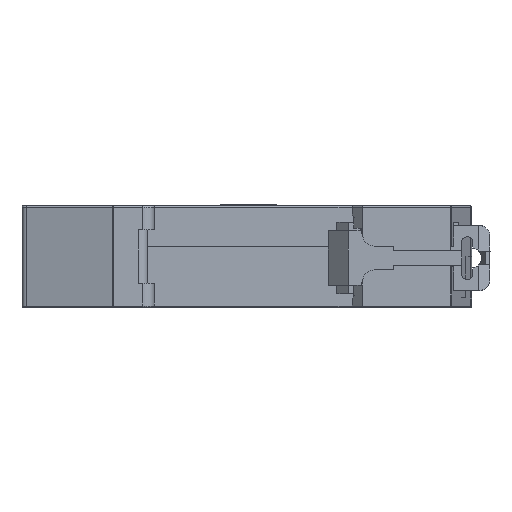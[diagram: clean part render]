
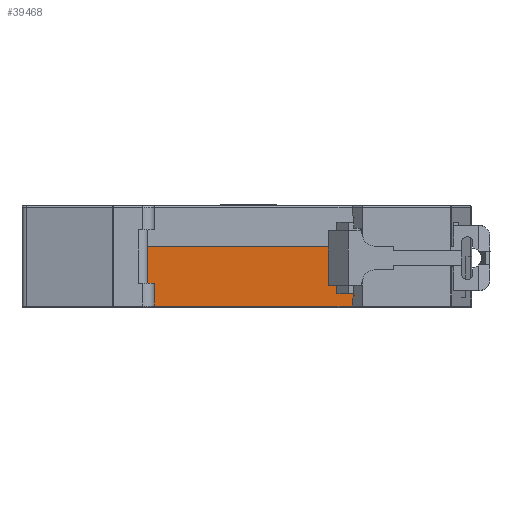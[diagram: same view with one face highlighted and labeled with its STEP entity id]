
A CAD part, front view. The second image highlights one B-rep face of the part: STEP entity #39468.
In plain terms, the highlighted planar face has unit normal (0, -1, 0).
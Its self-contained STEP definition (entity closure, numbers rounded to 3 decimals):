
#58 = VECTOR ( 'NONE', #29469, 1000. ) ;
#120 = DIRECTION ( 'NONE',  ( 0., 0., -1. ) ) ;
#590 = VERTEX_POINT ( 'NONE', #38130 ) ;
#643 = DIRECTION ( 'NONE',  ( -1., 0., 0. ) ) ;
#731 = CARTESIAN_POINT ( 'NONE',  ( 7.34, -56.7, -6.503 ) ) ;
#921 = EDGE_CURVE ( 'NONE', #590, #39149, #34996, .T. ) ;
#1016 = LINE ( 'NONE', #28964, #39155 ) ;
#1278 = VECTOR ( 'NONE', #43649, 1000. ) ;
#1308 = ORIENTED_EDGE ( 'NONE', *, *, #13138, .T. ) ;
#1475 = DIRECTION ( 'NONE',  ( 0., -1., 0. ) ) ;
#1801 = CARTESIAN_POINT ( 'NONE',  ( 11.8, -56.7, 7.677 ) ) ;
#2511 = LINE ( 'NONE', #30312, #29957 ) ;
#3187 = VECTOR ( 'NONE', #5522, 1000. ) ;
#3199 = VECTOR ( 'NONE', #12351, 1000. ) ;
#3843 = EDGE_CURVE ( 'NONE', #14671, #6330, #42326, .T. ) ;
#3881 = ORIENTED_EDGE ( 'NONE', *, *, #5025, .T. ) ;
#5025 = EDGE_CURVE ( 'NONE', #8226, #24361, #25974, .T. ) ;
#5255 = EDGE_LOOP ( 'NONE', ( #39729, #17273, #36330, #34654, #30350, #46336, #42560, #36916, #17584, #1308, #19500, #37286, #3881, #14776, #5945, #20244, #41888 ) ) ;
#5384 = CARTESIAN_POINT ( 'NONE',  ( -26., -56.7, 0. ) ) ;
#5522 = DIRECTION ( 'NONE',  ( -1., 0., 0. ) ) ;
#5945 = ORIENTED_EDGE ( 'NONE', *, *, #15557, .T. ) ;
#6198 = CARTESIAN_POINT ( 'NONE',  ( -26., -56.7, -8.7 ) ) ;
#6330 = VERTEX_POINT ( 'NONE', #23642 ) ;
#6541 = CARTESIAN_POINT ( 'NONE',  ( 11.401, -56.7, -5.779 ) ) ;
#6764 = EDGE_CURVE ( 'NONE', #11773, #35570, #11119, .T. ) ;
#6787 = VECTOR ( 'NONE', #120, 1000. ) ;
#7430 = DIRECTION ( 'NONE',  ( 0., 0., 1. ) ) ;
#7887 = LINE ( 'NONE', #28607, #6787 ) ;
#8226 = VERTEX_POINT ( 'NONE', #38476 ) ;
#8424 = VECTOR ( 'NONE', #12191, 1000. ) ;
#8808 = CARTESIAN_POINT ( 'NONE',  ( 10.7, -56.7, -6.6 ) ) ;
#9156 = AXIS2_PLACEMENT_3D ( 'NONE', #42441, #20988, #46067 ) ;
#9169 = CARTESIAN_POINT ( 'NONE',  ( 29.2, -56.7, 0. ) ) ;
#10726 = EDGE_CURVE ( 'NONE', #28866, #35469, #24362, .T. ) ;
#11119 = LINE ( 'NONE', #37303, #26918 ) ;
#11605 = EDGE_CURVE ( 'NONE', #45730, #31470, #30991, .T. ) ;
#11773 = VERTEX_POINT ( 'NONE', #5384 ) ;
#12191 = DIRECTION ( 'NONE',  ( 0., 0., -1. ) ) ;
#12351 = DIRECTION ( 'NONE',  ( 0., 0., 1. ) ) ;
#12358 = DIRECTION ( 'NONE',  ( 0., 0., -1. ) ) ;
#12856 = CIRCLE ( 'NONE', #9156, 1. ) ;
#13138 = EDGE_CURVE ( 'NONE', #11773, #39149, #7887, .T. ) ;
#13364 = VERTEX_POINT ( 'NONE', #37237 ) ;
#13663 = VECTOR ( 'NONE', #43756, 1000. ) ;
#13849 = EDGE_CURVE ( 'NONE', #25336, #44127, #37079, .T. ) ;
#13883 = EDGE_CURVE ( 'NONE', #590, #8226, #17965, .T. ) ;
#14671 = VERTEX_POINT ( 'NONE', #31604 ) ;
#14766 = EDGE_CURVE ( 'NONE', #24361, #13364, #43697, .T. ) ;
#14776 = ORIENTED_EDGE ( 'NONE', *, *, #14766, .T. ) ;
#15244 = VECTOR ( 'NONE', #30308, 1000. ) ;
#15305 = CARTESIAN_POINT ( 'NONE',  ( 10., -56.7, 8.7 ) ) ;
#15557 = EDGE_CURVE ( 'NONE', #13364, #44127, #35819, .T. ) ;
#17273 = ORIENTED_EDGE ( 'NONE', *, *, #25457, .T. ) ;
#17584 = ORIENTED_EDGE ( 'NONE', *, *, #6764, .F. ) ;
#17965 = LINE ( 'NONE', #15305, #35945 ) ;
#18163 = CARTESIAN_POINT ( 'NONE',  ( -28.9, -56.7, 1.7 ) ) ;
#18821 = CARTESIAN_POINT ( 'NONE',  ( 11.401, -56.7, -5.779 ) ) ;
#19186 = CARTESIAN_POINT ( 'NONE',  ( 10.7, -56.7, -6.6 ) ) ;
#19500 = ORIENTED_EDGE ( 'NONE', *, *, #921, .F. ) ;
#20244 = ORIENTED_EDGE ( 'NONE', *, *, #13849, .F. ) ;
#20988 = DIRECTION ( 'NONE',  ( 0., -1., 0. ) ) ;
#21247 = CARTESIAN_POINT ( 'NONE',  ( -28.9, -56.7, 0. ) ) ;
#21250 = EDGE_CURVE ( 'NONE', #28866, #6330, #2511, .T. ) ;
#21787 = VERTEX_POINT ( 'NONE', #33583 ) ;
#22154 = CARTESIAN_POINT ( 'NONE',  ( 10.44, -56.7, -6.503 ) ) ;
#22318 = CARTESIAN_POINT ( 'NONE',  ( -30.1, -56.7, -3.9 ) ) ;
#23224 = VECTOR ( 'NONE', #41519, 1000. ) ;
#23395 = CARTESIAN_POINT ( 'NONE',  ( -26., -56.7, 1.7 ) ) ;
#23618 = EDGE_CURVE ( 'NONE', #31470, #25336, #12856, .T. ) ;
#23627 = FACE_OUTER_BOUND ( 'NONE', #5255, .T. ) ;
#23635 = CARTESIAN_POINT ( 'NONE',  ( -27.5, -56.7, 0. ) ) ;
#23642 = CARTESIAN_POINT ( 'NONE',  ( -28.859, -56.7, -3.9 ) ) ;
#23818 = AXIS2_PLACEMENT_3D ( 'NONE', #44422, #1475, #26568 ) ;
#24361 = VERTEX_POINT ( 'NONE', #19186 ) ;
#24362 = LINE ( 'NONE', #9169, #23224 ) ;
#25336 = VERTEX_POINT ( 'NONE', #6541 ) ;
#25457 = EDGE_CURVE ( 'NONE', #45730, #21787, #1016, .T. ) ;
#25974 = LINE ( 'NONE', #8808, #15244 ) ;
#26029 = DIRECTION ( 'NONE',  ( 0., 0., 1. ) ) ;
#26396 = EDGE_CURVE ( 'NONE', #21787, #38751, #35162, .T. ) ;
#26568 = DIRECTION ( 'NONE',  ( 0., 0., -1. ) ) ;
#26886 = DIRECTION ( 'NONE',  ( 0., 0., 1. ) ) ;
#26918 = VECTOR ( 'NONE', #44464, 1000. ) ;
#27623 = CARTESIAN_POINT ( 'NONE',  ( -28.859, -56.7, 0. ) ) ;
#28607 = CARTESIAN_POINT ( 'NONE',  ( -26., -56.7, 8.7 ) ) ;
#28866 = VERTEX_POINT ( 'NONE', #27623 ) ;
#28964 = CARTESIAN_POINT ( 'NONE',  ( 7.34, -56.7, 5.997 ) ) ;
#29469 = DIRECTION ( 'NONE',  ( 0.276, 0., 0.961 ) ) ;
#29957 = VECTOR ( 'NONE', #12358, 1000. ) ;
#30308 = DIRECTION ( 'NONE',  ( 0.707, 0., 0.707 ) ) ;
#30312 = CARTESIAN_POINT ( 'NONE',  ( -28.859, -56.7, 8.7 ) ) ;
#30350 = ORIENTED_EDGE ( 'NONE', *, *, #10726, .F. ) ;
#30399 = EDGE_CURVE ( 'NONE', #38751, #35469, #37123, .T. ) ;
#30991 = LINE ( 'NONE', #731, #1278 ) ;
#31470 = VERTEX_POINT ( 'NONE', #22154 ) ;
#31604 = CARTESIAN_POINT ( 'NONE',  ( -27.5, -56.7, -3.9 ) ) ;
#33583 = CARTESIAN_POINT ( 'NONE',  ( 7.34, -56.7, 1.7 ) ) ;
#34654 = ORIENTED_EDGE ( 'NONE', *, *, #30399, .T. ) ;
#34996 = LINE ( 'NONE', #43557, #43368 ) ;
#35162 = LINE ( 'NONE', #23395, #3187 ) ;
#35320 = VECTOR ( 'NONE', #46486, 1000. ) ;
#35469 = VERTEX_POINT ( 'NONE', #21247 ) ;
#35570 = VERTEX_POINT ( 'NONE', #23635 ) ;
#35700 = CARTESIAN_POINT ( 'NONE',  ( -26., -56.7, -6.6 ) ) ;
#35819 = LINE ( 'NONE', #1801, #44186 ) ;
#35945 = VECTOR ( 'NONE', #26029, 1000. ) ;
#36330 = ORIENTED_EDGE ( 'NONE', *, *, #26396, .T. ) ;
#36916 = ORIENTED_EDGE ( 'NONE', *, *, #42321, .T. ) ;
#37079 = LINE ( 'NONE', #18821, #58 ) ;
#37123 = LINE ( 'NONE', #44564, #8424 ) ;
#37237 = CARTESIAN_POINT ( 'NONE',  ( 11.8, -56.7, -6.6 ) ) ;
#37286 = ORIENTED_EDGE ( 'NONE', *, *, #13883, .T. ) ;
#37303 = CARTESIAN_POINT ( 'NONE',  ( 29.2, -56.7, 0. ) ) ;
#37557 = CARTESIAN_POINT ( 'NONE',  ( -27.5, -56.7, 8.7 ) ) ;
#38130 = CARTESIAN_POINT ( 'NONE',  ( 10., -56.7, -8.7 ) ) ;
#38476 = CARTESIAN_POINT ( 'NONE',  ( 10., -56.7, -7.3 ) ) ;
#38751 = VERTEX_POINT ( 'NONE', #18163 ) ;
#39149 = VERTEX_POINT ( 'NONE', #6198 ) ;
#39155 = VECTOR ( 'NONE', #7430, 1000. ) ;
#39468 = ADVANCED_FACE ( 'NONE', ( #23627 ), #40838, .T. ) ;
#39729 = ORIENTED_EDGE ( 'NONE', *, *, #11605, .F. ) ;
#40184 = LINE ( 'NONE', #37557, #3199 ) ;
#40838 = PLANE ( 'NONE',  #23818 ) ;
#41519 = DIRECTION ( 'NONE',  ( -1., 0., 0. ) ) ;
#41888 = ORIENTED_EDGE ( 'NONE', *, *, #23618, .F. ) ;
#42321 = EDGE_CURVE ( 'NONE', #14671, #35570, #40184, .T. ) ;
#42326 = LINE ( 'NONE', #22318, #13663 ) ;
#42441 = CARTESIAN_POINT ( 'NONE',  ( 10.44, -56.7, -5.503 ) ) ;
#42560 = ORIENTED_EDGE ( 'NONE', *, *, #3843, .F. ) ;
#42616 = CARTESIAN_POINT ( 'NONE',  ( 7.34, -56.7, -6.503 ) ) ;
#43099 = CARTESIAN_POINT ( 'NONE',  ( 11.8, -56.7, -4.388 ) ) ;
#43368 = VECTOR ( 'NONE', #643, 1000. ) ;
#43557 = CARTESIAN_POINT ( 'NONE',  ( 10.418, -56.7, -8.7 ) ) ;
#43649 = DIRECTION ( 'NONE',  ( 1., 0., 0. ) ) ;
#43697 = LINE ( 'NONE', #35700, #35320 ) ;
#43756 = DIRECTION ( 'NONE',  ( -1., 0., 0. ) ) ;
#44127 = VERTEX_POINT ( 'NONE', #43099 ) ;
#44186 = VECTOR ( 'NONE', #26886, 1000. ) ;
#44422 = CARTESIAN_POINT ( 'NONE',  ( -26., -56.7, 8.7 ) ) ;
#44464 = DIRECTION ( 'NONE',  ( -1., 0., 0. ) ) ;
#44564 = CARTESIAN_POINT ( 'NONE',  ( -28.9, -56.7, 8.7 ) ) ;
#45730 = VERTEX_POINT ( 'NONE', #42616 ) ;
#46067 = DIRECTION ( 'NONE',  ( 0., 0., -1. ) ) ;
#46336 = ORIENTED_EDGE ( 'NONE', *, *, #21250, .T. ) ;
#46486 = DIRECTION ( 'NONE',  ( 1., 0., 0. ) ) ;
